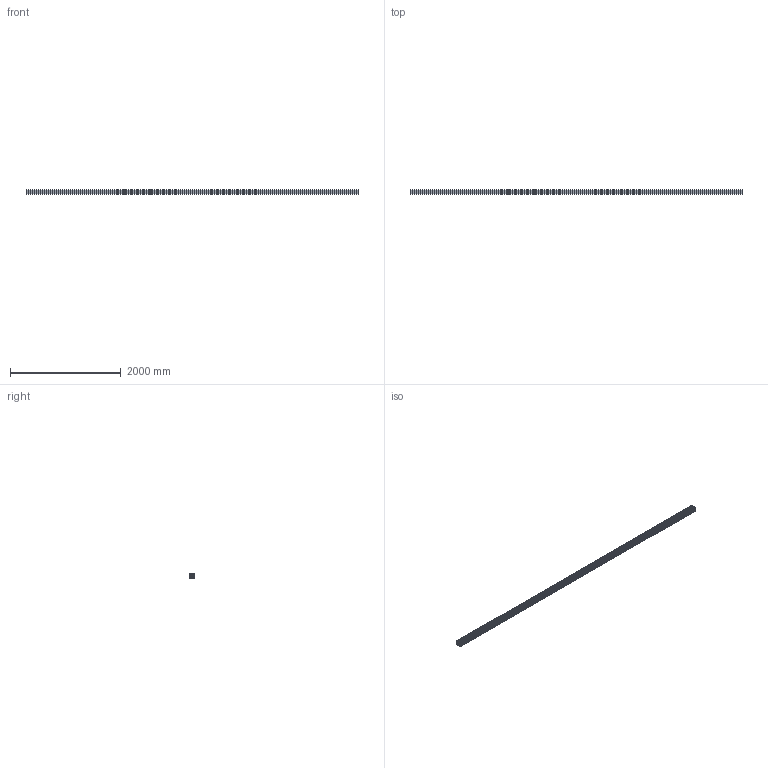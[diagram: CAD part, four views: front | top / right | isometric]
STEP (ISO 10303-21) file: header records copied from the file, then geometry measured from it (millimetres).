
FILE_DESCRIPTION (( 'STEP AP214' ), '1' );
FILE_NAME ('201090_Profil 90x90 Nut 10.STEP', '2019-01-29T08:28:42', ( '' ), ( '' ), 'SwSTEP 2.0', 'SolidWorks 2017', '' );
FILE_SCHEMA (( 'AUTOMOTIVE_DESIGN' ));
Length unit declared in the file: millimetre
Products named in the file (1): 201090_Profil 90x90 Nut 10
Bounding box: 6000 x 90 x 90 mm (x, y, z)
Volume: 23365146 mm3; surface area: 7777548.1 mm2
Topology: 1 solids, 1 shells, 218 faces, 648 edges, 432 vertices
Faces by surface type: plane 158, cylinder 60
Entity records: 7326 total; most frequent: CARTESIAN_POINT 1299, ORIENTED_EDGE 1296, DIRECTION 1206, EDGE_CURVE 648, VECTOR 528, LINE 528, VERTEX_POINT 432, AXIS2_PLACEMENT_3D 339
